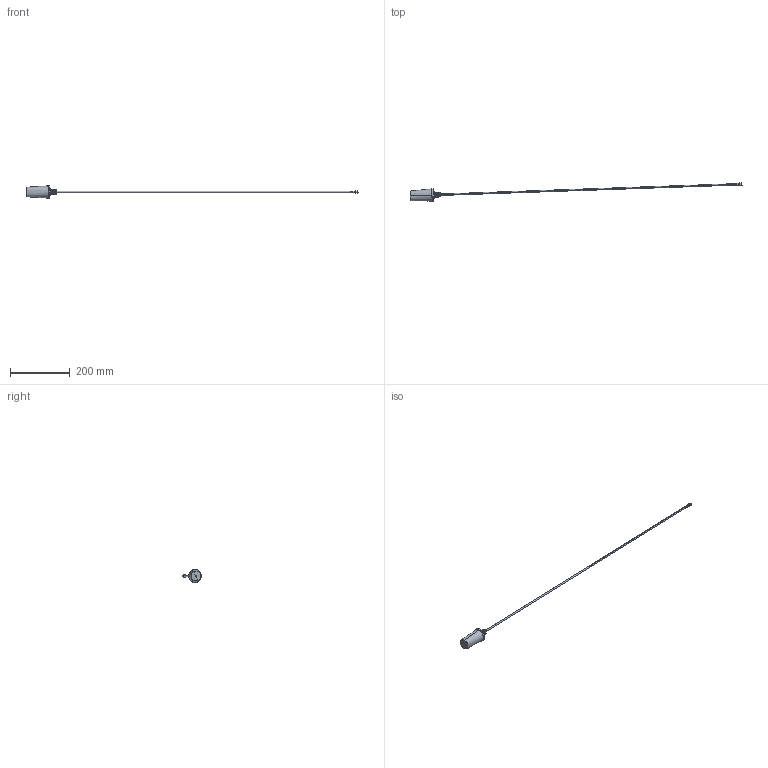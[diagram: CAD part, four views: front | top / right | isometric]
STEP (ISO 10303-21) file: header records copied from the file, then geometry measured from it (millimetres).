
FILE_DESCRIPTION (( 'STEP AP214' ), '1' );
FILE_NAME ('TLS.20.105111_Web.STEP', '2022-03-15T16:48:29', ( '' ), ( '' ), 'SwSTEP 2.0', 'SolidWorks 2018', '' );
FILE_SCHEMA (( 'AUTOMOTIVE_DESIGN' ));
Length unit declared in the file: millimetre
Products named in the file (1): TLS.20.105111_Web
Bounding box: 1113.25 x 61.33 x 42.01 mm (x, y, z)
Surface area: 30448.9 mm2 (no closed solid volume)
Topology: 0 solids, 16 shells, 245 faces, 975 edges, 699 vertices
Faces by surface type: bspline 126, cylinder 58, plane 30, cone 19, torus 8, sphere 4
Entity records: 123044 total; most frequent: CARTESIAN_POINT 114049, ORIENTED_EDGE 1538, EDGE_CURVE 975, DIRECTION 829, VERTEX_POINT 699, B_SPLINE_CURVE_WITH_KNOTS 321, VECTOR 311, LINE 311
